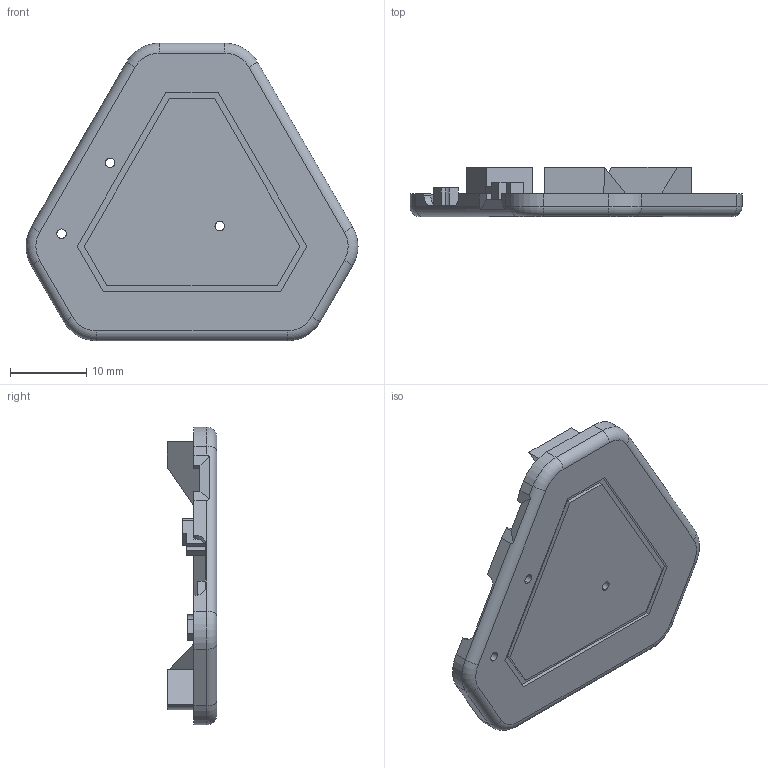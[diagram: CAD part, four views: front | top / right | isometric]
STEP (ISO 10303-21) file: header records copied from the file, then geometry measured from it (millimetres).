
FILE_DESCRIPTION (( 'STEP AP214' ), '1' );
FILE_NAME ('top cover 11, filled front.STEP', '2024-05-01T08:24:32', ( '' ), ( '' ), 'SwSTEP 2.0', 'SolidWorks 2023', '' );
FILE_SCHEMA (( 'AUTOMOTIVE_DESIGN' ));
Length unit declared in the file: millimetre
Products named in the file (1): top cover 11, filled front
Bounding box: 43.66 x 6.5 x 39.15 mm (x, y, z)
Volume: 2697 mm3; surface area: 3579.5 mm2
Topology: 1 solids, 1 shells, 119 faces, 317 edges, 206 vertices
Faces by surface type: plane 85, cylinder 28, torus 6
Entity records: 3704 total; most frequent: CARTESIAN_POINT 649, ORIENTED_EDGE 634, DIRECTION 621, EDGE_CURVE 317, LINE 249, VECTOR 249, VERTEX_POINT 206, AXIS2_PLACEMENT_3D 186
